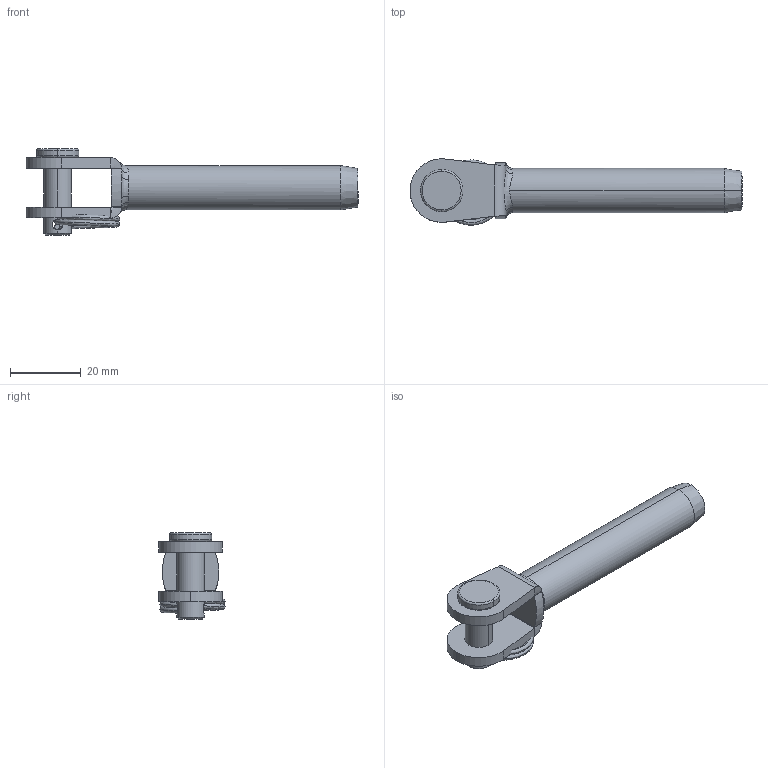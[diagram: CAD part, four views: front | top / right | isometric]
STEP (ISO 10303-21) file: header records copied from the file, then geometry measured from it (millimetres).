
FILE_DESCRIPTION (( 'STEP AP203' ), '1' );
FILE_NAME ('A14_7330-008.STEP', '2024-04-18T13:16:53', ( '' ), ( '' ), 'SwSTEP 2.0', 'SolidWorks 2019', '' );
FILE_SCHEMA (( 'CONFIG_CONTROL_DESIGN' ));
Length unit declared in the file: millimetre
Products named in the file (4): A14_7330-008.P1; A14_7330-008; A14_7330-008.P3; A14_7330-008.P2
Assembly tree (3 placements, depth 2):
  A14_7330-008
    A14_7330-008.P1
    A14_7330-008.P2
    A14_7330-008.P3
Bounding box: 94.14 x 18.77 x 24.5 mm (x, y, z)
Volume: 9441.6 mm3; surface area: 7713.2 mm2
Topology: 3 solids, 3 shells, 72 faces, 167 edges, 99 vertices
Faces by surface type: cylinder 23, plane 19, bspline 16, torus 8, cone 6
Entity records: 3559 total; most frequent: CARTESIAN_POINT 1614, ORIENTED_EDGE 330, DIRECTION 313, EDGE_CURVE 165, AXIS2_PLACEMENT_3D 134, VERTEX_POINT 99, EDGE_LOOP 78, ADVANCED_FACE 72
